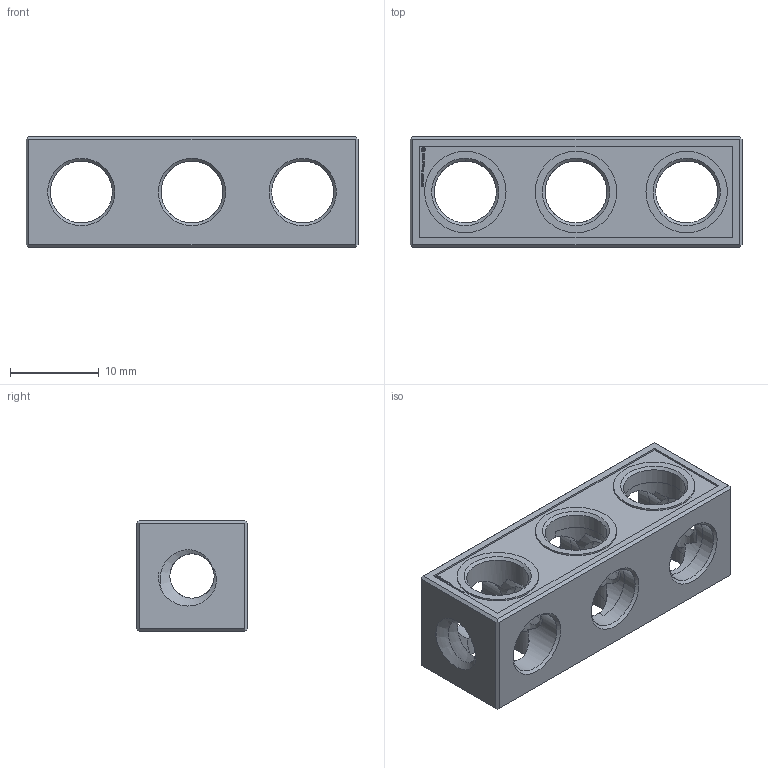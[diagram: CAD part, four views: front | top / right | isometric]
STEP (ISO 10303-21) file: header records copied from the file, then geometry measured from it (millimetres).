
FILE_DESCRIPTION(('FreeCAD Model'),'2;1');
FILE_NAME('Open CASCADE Shape Model','2021-07-01T09:12:06',( 'Paulo Kiefe'),('STEMFIE.org'),'Open CASCADE STEP processor 7.4', 'FreeCAD','Unknown');
FILE_SCHEMA(('AUTOMOTIVE_DESIGN { 1 0 10303 214 1 1 1 1 }'));
Products named in the file (1): Beam_STR_ESS_ERHRH_DE_BU03x01x01_-_SPN-BEM-0802_(stemfie.org)
Bounding box: 37.5 x 12.5 x 12.5 mm (x, y, z)
Volume: 3054.1 mm3; surface area: 3196.4 mm2
Topology: 1 solids, 1 shells, 540 faces, 1553 edges, 1041 vertices
Faces by surface type: plane 337, extrusion 132, bspline 36, cylinder 23, cone 12
Full cylindrical faces by diameter (mm): 7 x16, 9.2 x3
Entity records: 81354 total; most frequent: CARTESIAN_POINT 52447, DIRECTION 4417, VECTOR 3480, LINE 3348, ORIENTED_EDGE 3106, PCURVE 3106, DEFINITIONAL_REPRESENTATION 3106, EDGE_CURVE 1553
